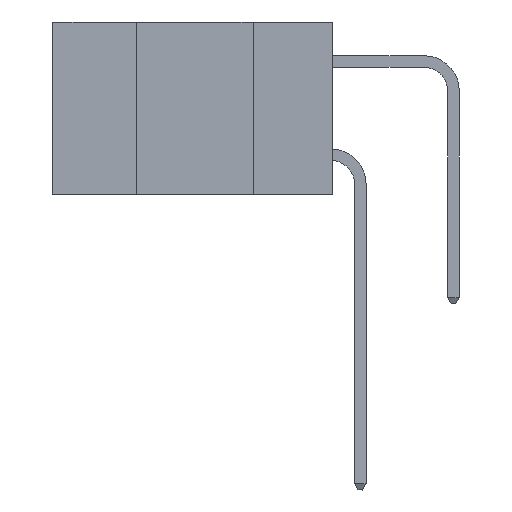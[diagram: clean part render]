
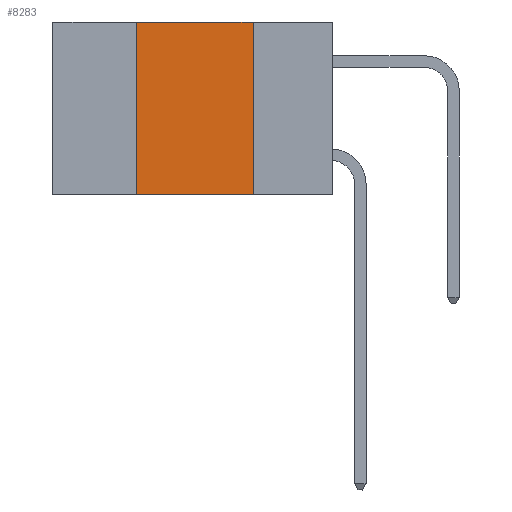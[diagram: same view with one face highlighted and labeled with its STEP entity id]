
A CAD part, left-side view. The second image highlights one B-rep face of the part: STEP entity #8283.
In plain terms, the highlighted planar face has unit normal (-1, 0, 0).
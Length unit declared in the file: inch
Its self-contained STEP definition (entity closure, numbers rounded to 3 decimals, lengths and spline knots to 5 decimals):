
#126 = DIRECTION ( 'NONE',  ( 0., -1., 0. ) ) ;
#920 = VECTOR ( 'NONE', #22596, 39.37008 ) ;
#1226 = LINE ( 'NONE', #2232, #1960 ) ;
#1266 = CARTESIAN_POINT ( 'NONE',  ( 0., 0.17, 0. ) ) ;
#1645 = PLANE ( 'NONE',  #22645 ) ;
#1744 = DIRECTION ( 'NONE',  ( 1., 0., 0. ) ) ;
#1960 = VECTOR ( 'NONE', #9222, 39.37008 ) ;
#2054 = ORIENTED_EDGE ( 'NONE', *, *, #3285, .F. ) ;
#2232 = CARTESIAN_POINT ( 'NONE',  ( 0., 0.6, 0. ) ) ;
#3285 = EDGE_CURVE ( 'NONE', #9528, #20773, #13239, .T. ) ;
#3973 = EDGE_CURVE ( 'NONE', #24402, #9528, #1226, .T. ) ;
#4351 = CARTESIAN_POINT ( 'NONE',  ( 0., 0.42, 0. ) ) ;
#4582 = FACE_OUTER_BOUND ( 'NONE', #23574, .T. ) ;
#5430 = VECTOR ( 'NONE', #22839, 39.37008 ) ;
#6047 = ORIENTED_EDGE ( 'NONE', *, *, #21543, .F. ) ;
#6122 = ORIENTED_EDGE ( 'NONE', *, *, #16006, .T. ) ;
#8283 = ADVANCED_FACE ( 'NONE', ( #4582 ), #1645, .F. ) ;
#9222 = DIRECTION ( 'NONE',  ( 0., -1., 0. ) ) ;
#9528 = VERTEX_POINT ( 'NONE', #1266 ) ;
#11627 = LINE ( 'NONE', #13989, #23891 ) ;
#13034 = CARTESIAN_POINT ( 'NONE',  ( 0., 0.42, -0.37 ) ) ;
#13173 = ORIENTED_EDGE ( 'NONE', *, *, #3973, .F. ) ;
#13239 = LINE ( 'NONE', #20275, #920 ) ;
#13989 = CARTESIAN_POINT ( 'NONE',  ( 0., 0.6, -0.37 ) ) ;
#15608 = CARTESIAN_POINT ( 'NONE',  ( 0., 0.6, 0. ) ) ;
#16006 = EDGE_CURVE ( 'NONE', #22056, #20773, #11627, .T. ) ;
#17728 = LINE ( 'NONE', #4351, #5430 ) ;
#17930 = DIRECTION ( 'NONE',  ( 0., 0., -1. ) ) ;
#20275 = CARTESIAN_POINT ( 'NONE',  ( 0., 0.17, 0. ) ) ;
#20773 = VERTEX_POINT ( 'NONE', #26266 ) ;
#21543 = EDGE_CURVE ( 'NONE', #22056, #24402, #17728, .T. ) ;
#22056 = VERTEX_POINT ( 'NONE', #13034 ) ;
#22596 = DIRECTION ( 'NONE',  ( 0., 0., -1. ) ) ;
#22645 = AXIS2_PLACEMENT_3D ( 'NONE', #15608, #1744, #17930 ) ;
#22839 = DIRECTION ( 'NONE',  ( 0., 0., 1. ) ) ;
#23085 = CARTESIAN_POINT ( 'NONE',  ( 0., 0.42, 0. ) ) ;
#23574 = EDGE_LOOP ( 'NONE', ( #2054, #13173, #6047, #6122 ) ) ;
#23891 = VECTOR ( 'NONE', #126, 39.37008 ) ;
#24402 = VERTEX_POINT ( 'NONE', #23085 ) ;
#26266 = CARTESIAN_POINT ( 'NONE',  ( 0., 0.17, -0.37 ) ) ;
